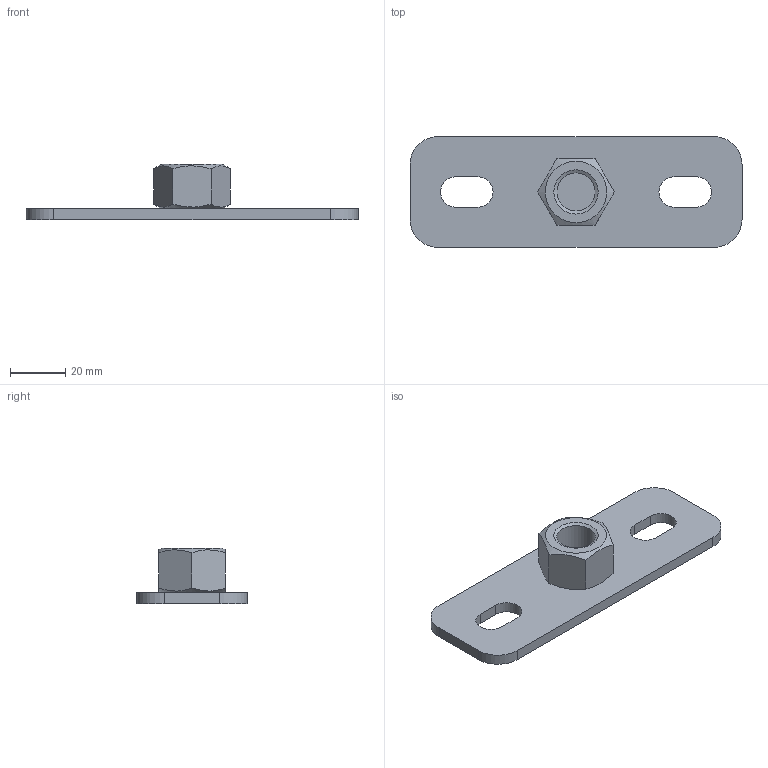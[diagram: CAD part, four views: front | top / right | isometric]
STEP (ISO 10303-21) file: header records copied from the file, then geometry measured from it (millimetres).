
FILE_DESCRIPTION((''),'2;1');
FILE_NAME('112463.stp','2010-07-05T15:54:09',('DMK009'),(''),'Autodesk Inventor 2010','Autodesk Inventor 2010','');
FILE_SCHEMA(('AUTOMOTIVE_DESIGN { 1 0 10303 214 1 1 1 1 }'));
Length unit declared in the file: millimetre
Products named in the file (1): 112463
Bounding box: 120 x 40 x 20 mm (x, y, z)
Volume: 22825.2 mm3; surface area: 12510.8 mm2
Topology: 1 solids, 1 shells, 31 faces, 78 edges, 51 vertices
Faces by surface type: plane 16, cylinder 6, bspline 5, cone 4
Entity records: 995 total; most frequent: CARTESIAN_POINT 235, ORIENTED_EDGE 144, DIRECTION 136, EDGE_CURVE 72, VERTEX_POINT 50, AXIS2_PLACEMENT_3D 49, EDGE_LOOP 42, VECTOR 38
